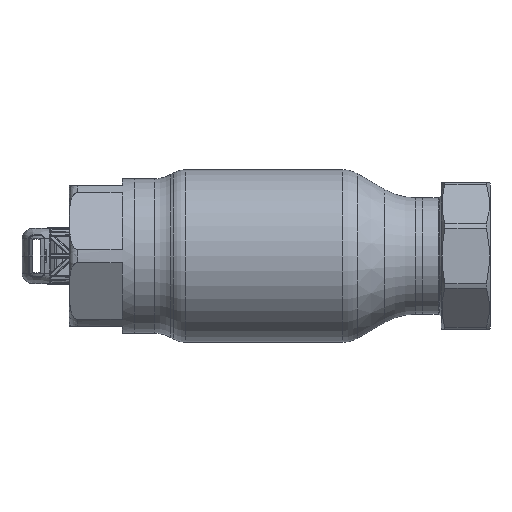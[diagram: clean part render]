
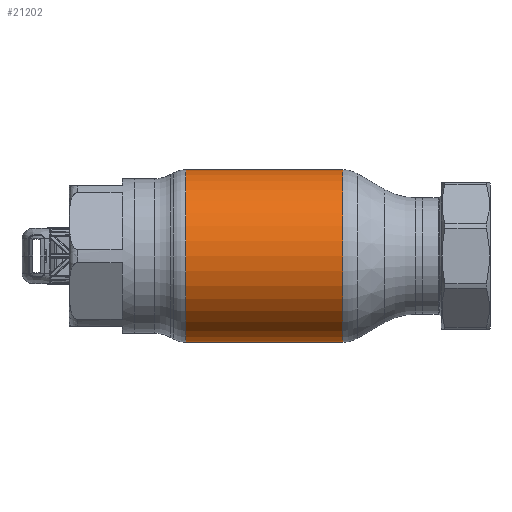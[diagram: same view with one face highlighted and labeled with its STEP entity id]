
A CAD part, front view. The second image highlights one B-rep face of the part: STEP entity #21202.
In plain terms, the highlighted cylindrical face has radius 42.5 mm (diameter 85 mm), a partial arc.
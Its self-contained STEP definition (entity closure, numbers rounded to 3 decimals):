
#1143 = ORIENTED_EDGE ( 'NONE', *, *, #52940, .T. ) ;
#2471 = CARTESIAN_POINT ( 'NONE',  ( -38.749, 0., 0. ) ) ;
#3036 = DIRECTION ( 'NONE',  ( 1., 0., 0. ) ) ;
#6371 = AXIS2_PLACEMENT_3D ( 'NONE', #2471, #32914, #42632 ) ;
#8695 = CARTESIAN_POINT ( 'NONE',  ( 38.749, 0., 0. ) ) ;
#9950 = CARTESIAN_POINT ( 'NONE',  ( 62.69, 0., 42.5 ) ) ;
#12999 = ORIENTED_EDGE ( 'NONE', *, *, #17582, .F. ) ;
#14913 = CARTESIAN_POINT ( 'NONE',  ( 62.69, 0., 0. ) ) ;
#16224 = EDGE_CURVE ( 'NONE', #60479, #33179, #45299, .T. ) ;
#16289 = EDGE_LOOP ( 'NONE', ( #12999, #1143, #39030, #23808 ) ) ;
#17582 = EDGE_CURVE ( 'NONE', #24363, #29939, #59753, .T. ) ;
#18690 = CARTESIAN_POINT ( 'NONE',  ( 62.69, 0., -42.5 ) ) ;
#19799 = DIRECTION ( 'NONE',  ( 0., 0., -1. ) ) ;
#20324 = AXIS2_PLACEMENT_3D ( 'NONE', #14913, #60618, #19799 ) ;
#21202 = ADVANCED_FACE ( 'NONE', ( #41054 ), #42650, .T. ) ;
#21465 = DIRECTION ( 'NONE',  ( 1., 0., 0. ) ) ;
#23808 = ORIENTED_EDGE ( 'NONE', *, *, #52436, .F. ) ;
#24363 = VERTEX_POINT ( 'NONE', #41277 ) ;
#24795 = CIRCLE ( 'NONE', #6371, 42.5 ) ;
#26545 = VECTOR ( 'NONE', #21465, 1000. ) ;
#28820 = DIRECTION ( 'NONE',  ( 1., 0., 0. ) ) ;
#29939 = VERTEX_POINT ( 'NONE', #31124 ) ;
#31124 = CARTESIAN_POINT ( 'NONE',  ( 38.749, 0., 42.5 ) ) ;
#32914 = DIRECTION ( 'NONE',  ( 1., 0., 0. ) ) ;
#33179 = VERTEX_POINT ( 'NONE', #63186 ) ;
#39030 = ORIENTED_EDGE ( 'NONE', *, *, #16224, .T. ) ;
#41054 = FACE_OUTER_BOUND ( 'NONE', #16289, .T. ) ;
#41277 = CARTESIAN_POINT ( 'NONE',  ( -38.749, 0., 42.5 ) ) ;
#42632 = DIRECTION ( 'NONE',  ( 0., 0., -1. ) ) ;
#42650 = CYLINDRICAL_SURFACE ( 'NONE', #20324, 42.5 ) ;
#43124 = AXIS2_PLACEMENT_3D ( 'NONE', #8695, #28820, #64119 ) ;
#45299 = LINE ( 'NONE', #18690, #53997 ) ;
#52436 = EDGE_CURVE ( 'NONE', #29939, #33179, #64411, .T. ) ;
#52940 = EDGE_CURVE ( 'NONE', #24363, #60479, #24795, .T. ) ;
#53997 = VECTOR ( 'NONE', #3036, 1000. ) ;
#59753 = LINE ( 'NONE', #9950, #26545 ) ;
#60479 = VERTEX_POINT ( 'NONE', #64192 ) ;
#60618 = DIRECTION ( 'NONE',  ( 1., 0., 0. ) ) ;
#63186 = CARTESIAN_POINT ( 'NONE',  ( 38.749, 0., -42.5 ) ) ;
#64119 = DIRECTION ( 'NONE',  ( 0., 0., -1. ) ) ;
#64192 = CARTESIAN_POINT ( 'NONE',  ( -38.749, 0., -42.5 ) ) ;
#64411 = CIRCLE ( 'NONE', #43124, 42.5 ) ;
